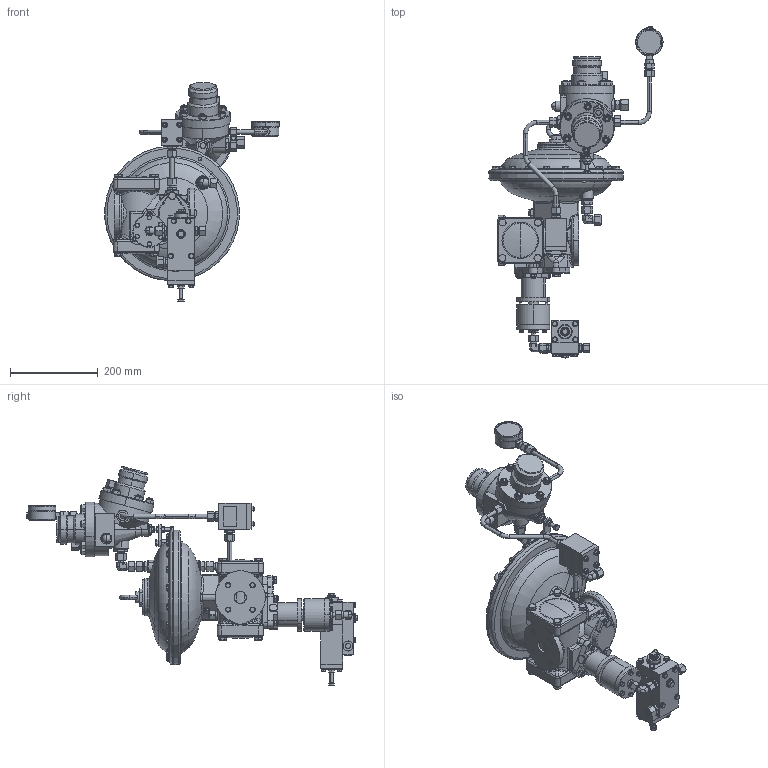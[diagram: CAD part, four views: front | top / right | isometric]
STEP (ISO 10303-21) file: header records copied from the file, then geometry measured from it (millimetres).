
FILE_DESCRIPTION (( 'STEP AP214' ), '1' );
FILE_NAME ('HON372_DN25_DN25_class150_610_673_R_RE1;K16;K17.STEP', '2021-10-07T08:43:11', ( '' ), ( '' ), 'SwSTEP 2.0', 'SolidWorks 2019', '' );
FILE_SCHEMA (( 'AUTOMOTIVE_DESIGN' ));
Length unit declared in the file: millimetre
Products named in the file (1): HON372_DN25_DN25_class150_610_673_R_RE1;K16;K17
Bounding box: 398.01 x 758.3 x 500.43 mm (x, y, z)
Volume: 11866419.4 mm3; surface area: 762576.6 mm2
Topology: 4 solids, 10 shells, 3755 faces, 8619 edges, 5159 vertices
Faces by surface type: plane 1504, cone 1030, cylinder 823, torus 197, bspline 186, sphere 15
Entity records: 126246 total; most frequent: CARTESIAN_POINT 41232, ORIENTED_EDGE 17196, DIRECTION 16427, EDGE_CURVE 8598, AXIS2_PLACEMENT_3D 6805, VERTEX_POINT 5157, EDGE_LOOP 4095, ADVANCED_FACE 3755
